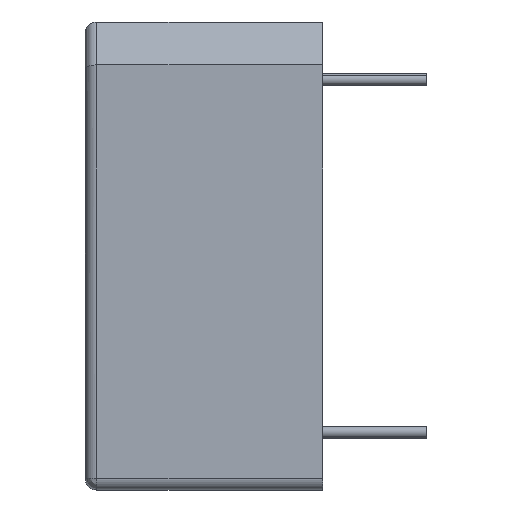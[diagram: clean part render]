
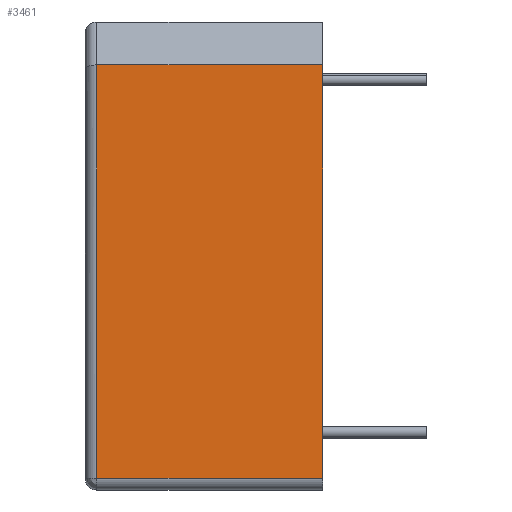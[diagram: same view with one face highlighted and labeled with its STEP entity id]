
A CAD part, left-side view. The second image highlights one B-rep face of the part: STEP entity #3461.
In plain terms, the highlighted planar face has unit normal (-1, 0, 0).
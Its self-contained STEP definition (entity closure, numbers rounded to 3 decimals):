
#480 = CARTESIAN_POINT ( 'NONE',  ( -15.85, -10.25, 10.1 ) ) ;
#589 = CARTESIAN_POINT ( 'NONE',  ( -15.85, -10.25, -9.6 ) ) ;
#680 = VECTOR ( 'NONE', #3562, 1000. ) ;
#811 = DIRECTION ( 'NONE',  ( 0., 0., 1. ) ) ;
#929 = CARTESIAN_POINT ( 'NONE',  ( -15.85, -10.25, 10.1 ) ) ;
#932 = VECTOR ( 'NONE', #3226, 1000. ) ;
#993 = EDGE_CURVE ( 'NONE', #2966, #1201, #2001, .T. ) ;
#1128 = PLANE ( 'NONE',  #3140 ) ;
#1137 = FACE_OUTER_BOUND ( 'NONE', #3815, .T. ) ;
#1201 = VERTEX_POINT ( 'NONE', #2088 ) ;
#1303 = VECTOR ( 'NONE', #2191, 1000. ) ;
#1341 = LINE ( 'NONE', #3907, #3772 ) ;
#1634 = ORIENTED_EDGE ( 'NONE', *, *, #993, .T. ) ;
#1824 = EDGE_CURVE ( 'NONE', #1201, #3217, #1341, .T. ) ;
#1833 = LINE ( 'NONE', #589, #932 ) ;
#2001 = LINE ( 'NONE', #929, #680 ) ;
#2004 = EDGE_CURVE ( 'NONE', #3440, #2966, #1833, .T. ) ;
#2058 = EDGE_CURVE ( 'NONE', #3440, #3217, #4251, .T. ) ;
#2088 = CARTESIAN_POINT ( 'NONE',  ( -15.85, -10.25, 8.25 ) ) ;
#2103 = DIRECTION ( 'NONE',  ( 0., 1., 0. ) ) ;
#2191 = DIRECTION ( 'NONE',  ( 0., 0., 1. ) ) ;
#2305 = ORIENTED_EDGE ( 'NONE', *, *, #2004, .T. ) ;
#2549 = ORIENTED_EDGE ( 'NONE', *, *, #2058, .F. ) ;
#2802 = DIRECTION ( 'NONE',  ( -1., 0., 0. ) ) ;
#2966 = VERTEX_POINT ( 'NONE', #3346 ) ;
#3140 = AXIS2_PLACEMENT_3D ( 'NONE', #480, #2802, #811 ) ;
#3178 = CARTESIAN_POINT ( 'NONE',  ( -15.85, -0.5, 8.25 ) ) ;
#3217 = VERTEX_POINT ( 'NONE', #3178 ) ;
#3226 = DIRECTION ( 'NONE',  ( 0., -1., 0. ) ) ;
#3346 = CARTESIAN_POINT ( 'NONE',  ( -15.85, -10.25, -9.6 ) ) ;
#3436 = ORIENTED_EDGE ( 'NONE', *, *, #1824, .T. ) ;
#3440 = VERTEX_POINT ( 'NONE', #4100 ) ;
#3461 = ADVANCED_FACE ( 'NONE', ( #1137 ), #1128, .T. ) ;
#3562 = DIRECTION ( 'NONE',  ( 0., 0., 1. ) ) ;
#3772 = VECTOR ( 'NONE', #2103, 1000. ) ;
#3815 = EDGE_LOOP ( 'NONE', ( #1634, #3436, #2549, #2305 ) ) ;
#3852 = CARTESIAN_POINT ( 'NONE',  ( -15.85, -0.5, -10.1 ) ) ;
#3907 = CARTESIAN_POINT ( 'NONE',  ( -15.85, -10.25, 8.25 ) ) ;
#4100 = CARTESIAN_POINT ( 'NONE',  ( -15.85, -0.5, -9.6 ) ) ;
#4251 = LINE ( 'NONE', #3852, #1303 ) ;
